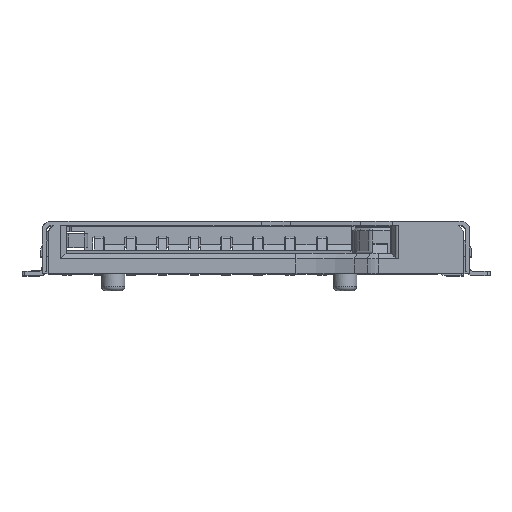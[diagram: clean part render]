
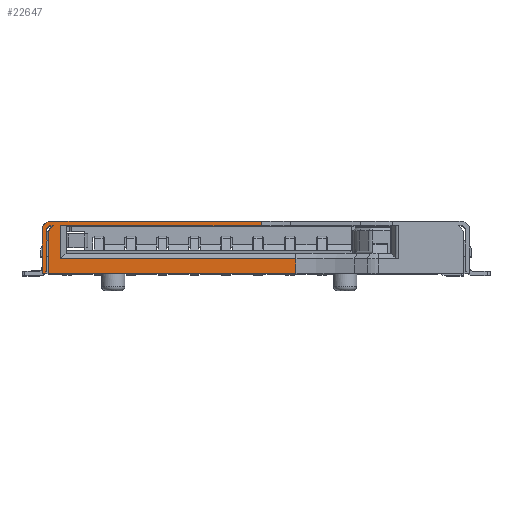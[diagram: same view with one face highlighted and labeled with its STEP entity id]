
A CAD part, top view. The second image highlights one B-rep face of the part: STEP entity #22647.
In plain terms, the highlighted planar face has unit normal (0, 0, 1).
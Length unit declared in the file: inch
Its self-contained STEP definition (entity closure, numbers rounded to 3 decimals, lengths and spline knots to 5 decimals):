
#66 = DIRECTION ( 'NONE',  ( 0., 0., 1. ) ) ;
#155 = VECTOR ( 'NONE', #16894, 39.37008 ) ;
#281 = VECTOR ( 'NONE', #6821, 39.37008 ) ;
#291 = CARTESIAN_POINT ( 'NONE',  ( 0.00276, 0., -0.02756 ) ) ;
#965 = DIRECTION ( 'NONE',  ( 0., -1., 0. ) ) ;
#1461 = CARTESIAN_POINT ( 'NONE',  ( 0.00276, 0., -0.02756 ) ) ;
#1649 = DIRECTION ( 'NONE',  ( 0., 0., 1. ) ) ;
#1971 = VECTOR ( 'NONE', #965, 39.37008 ) ;
#2273 = EDGE_CURVE ( 'NONE', #21985, #16054, #33302, .T. ) ;
#2292 = AXIS2_PLACEMENT_3D ( 'NONE', #3453, #66, #4387 ) ;
#2475 = CARTESIAN_POINT ( 'NONE',  ( 0.30022, 0.06496, -0.02756 ) ) ;
#3453 = CARTESIAN_POINT ( 'NONE',  ( 0.01457, 0.05906, -0.02756 ) ) ;
#4104 = LINE ( 'NONE', #8187, #1971 ) ;
#4387 = DIRECTION ( 'NONE',  ( 0., 1., 0. ) ) ;
#4482 = AXIS2_PLACEMENT_3D ( 'NONE', #9102, #1649, #16073 ) ;
#4624 = CARTESIAN_POINT ( 'NONE',  ( 0.34741, 0.01969, -0.02756 ) ) ;
#5154 = VECTOR ( 'NONE', #25840, 39.37008 ) ;
#5745 = VERTEX_POINT ( 'NONE', #28294 ) ;
#5902 = EDGE_CURVE ( 'NONE', #38428, #30380, #7819, .T. ) ;
#6821 = DIRECTION ( 'NONE',  ( 1., 0., 0. ) ) ;
#7819 = LINE ( 'NONE', #44569, #5154 ) ;
#8187 = CARTESIAN_POINT ( 'NONE',  ( 0.30022, 0.07087, -0.02756 ) ) ;
#9047 = CARTESIAN_POINT ( 'NONE',  ( 0.01457, 0.07087, -0.02756 ) ) ;
#9102 = CARTESIAN_POINT ( 'NONE',  ( 0.15149, 0.03543, -0.02756 ) ) ;
#9812 = VERTEX_POINT ( 'NONE', #41657 ) ;
#10704 = CARTESIAN_POINT ( 'NONE',  ( 0.34741, 0., -0.02756 ) ) ;
#11354 = ORIENTED_EDGE ( 'NONE', *, *, #42689, .F. ) ;
#11779 = CARTESIAN_POINT ( 'NONE',  ( 0.00866, 0.00394, -0.02756 ) ) ;
#11828 = ORIENTED_EDGE ( 'NONE', *, *, #33630, .F. ) ;
#12787 = DIRECTION ( 'NONE',  ( -1., 0., 0. ) ) ;
#13721 = ORIENTED_EDGE ( 'NONE', *, *, #18316, .F. ) ;
#14152 = CARTESIAN_POINT ( 'NONE',  ( 0.02717, 0.06496, -0.02756 ) ) ;
#14610 = VECTOR ( 'NONE', #21126, 39.37008 ) ;
#14655 = CARTESIAN_POINT ( 'NONE',  ( 0.00669, 0., -0.02756 ) ) ;
#14664 = ORIENTED_EDGE ( 'NONE', *, *, #35847, .F. ) ;
#14902 = EDGE_CURVE ( 'NONE', #33902, #45452, #29222, .T. ) ;
#15441 = LINE ( 'NONE', #4624, #37290 ) ;
#15558 = VECTOR ( 'NONE', #33884, 39.37008 ) ;
#16054 = VERTEX_POINT ( 'NONE', #10704 ) ;
#16073 = DIRECTION ( 'NONE',  ( 1., 0., 0. ) ) ;
#16112 = DIRECTION ( 'NONE',  ( 0., -1., 0. ) ) ;
#16491 = CARTESIAN_POINT ( 'NONE',  ( 0.34741, 0.01969, -0.02756 ) ) ;
#16815 = LINE ( 'NONE', #38936, #14610 ) ;
#16894 = DIRECTION ( 'NONE',  ( 0., -1., 0. ) ) ;
#18095 = VERTEX_POINT ( 'NONE', #42816 ) ;
#18256 = CARTESIAN_POINT ( 'NONE',  ( 0.00276, 0.05906, -0.02756 ) ) ;
#18316 = EDGE_CURVE ( 'NONE', #21478, #18095, #19207, .T. ) ;
#18677 = VECTOR ( 'NONE', #20724, 39.37008 ) ;
#18841 = VERTEX_POINT ( 'NONE', #31415 ) ;
#19169 = EDGE_CURVE ( 'NONE', #21985, #38428, #15441, .T. ) ;
#19207 = LINE ( 'NONE', #19680, #44902 ) ;
#19480 = DIRECTION ( 'NONE',  ( 0., 1., 0. ) ) ;
#19680 = CARTESIAN_POINT ( 'NONE',  ( 0.01063, 0.05709, -0.02756 ) ) ;
#20071 = VERTEX_POINT ( 'NONE', #31979 ) ;
#20490 = LINE ( 'NONE', #2475, #18677 ) ;
#20686 = CARTESIAN_POINT ( 'NONE',  ( 0.00866, 0.05906, -0.02756 ) ) ;
#20724 = DIRECTION ( 'NONE',  ( -1., 0., 0. ) ) ;
#21126 = DIRECTION ( 'NONE',  ( -1., 0., 0. ) ) ;
#21478 = VERTEX_POINT ( 'NONE', #26648 ) ;
#21705 = LINE ( 'NONE', #291, #281 ) ;
#21985 = VERTEX_POINT ( 'NONE', #16491 ) ;
#22647 = ADVANCED_FACE ( 'NONE', ( #38435 ), #41562, .T. ) ;
#23011 = CIRCLE ( 'NONE', #2292, 0.00591 ) ;
#23705 = DIRECTION ( 'NONE',  ( 1., 0., 0. ) ) ;
#24770 = ORIENTED_EDGE ( 'NONE', *, *, #47437, .F. ) ;
#24840 = CARTESIAN_POINT ( 'NONE',  ( 0.34741, 0., -0.02756 ) ) ;
#25840 = DIRECTION ( 'NONE',  ( 0., 1., 0. ) ) ;
#26108 = ORIENTED_EDGE ( 'NONE', *, *, #36452, .F. ) ;
#26514 = ORIENTED_EDGE ( 'NONE', *, *, #46735, .F. ) ;
#26648 = CARTESIAN_POINT ( 'NONE',  ( 0.01063, 0.05709, -0.02756 ) ) ;
#26696 = ORIENTED_EDGE ( 'NONE', *, *, #31349, .F. ) ;
#27405 = CARTESIAN_POINT ( 'NONE',  ( 0.00866, 0.00394, -0.02756 ) ) ;
#27683 = VECTOR ( 'NONE', #16112, 39.37008 ) ;
#28294 = CARTESIAN_POINT ( 'NONE',  ( 0.01457, 0.06496, -0.02756 ) ) ;
#28618 = VERTEX_POINT ( 'NONE', #20686 ) ;
#29222 = CIRCLE ( 'NONE', #30748, 0.01181 ) ;
#29750 = CARTESIAN_POINT ( 'NONE',  ( 0.01457, 0.07087, -0.02756 ) ) ;
#29946 = ORIENTED_EDGE ( 'NONE', *, *, #38735, .F. ) ;
#30380 = VERTEX_POINT ( 'NONE', #14152 ) ;
#30604 = LINE ( 'NONE', #31321, #155 ) ;
#30641 = EDGE_CURVE ( 'NONE', #5745, #28618, #23011, .T. ) ;
#30748 = AXIS2_PLACEMENT_3D ( 'NONE', #45567, #38381, #45807 ) ;
#31130 = EDGE_LOOP ( 'NONE', ( #29946, #14664, #39734, #11828, #34321, #26514, #11354, #46855, #26696, #13721, #40894, #26108, #42864, #32168, #32969, #24770 ) ) ;
#31321 = CARTESIAN_POINT ( 'NONE',  ( 0.01063, 0.05709, -0.02756 ) ) ;
#31349 = EDGE_CURVE ( 'NONE', #18095, #5745, #16815, .T. ) ;
#31415 = CARTESIAN_POINT ( 'NONE',  ( 0.01063, 0., -0.02756 ) ) ;
#31497 = LINE ( 'NONE', #45185, #27683 ) ;
#31979 = CARTESIAN_POINT ( 'NONE',  ( 0.00276, 0., -0.02756 ) ) ;
#32168 = ORIENTED_EDGE ( 'NONE', *, *, #19169, .T. ) ;
#32969 = ORIENTED_EDGE ( 'NONE', *, *, #5902, .T. ) ;
#33302 = LINE ( 'NONE', #36212, #37922 ) ;
#33384 = EDGE_CURVE ( 'NONE', #21478, #18841, #30604, .T. ) ;
#33630 = EDGE_CURVE ( 'NONE', #20071, #33902, #45911, .T. ) ;
#33884 = DIRECTION ( 'NONE',  ( -0.447, -0.894, 0. ) ) ;
#33902 = VERTEX_POINT ( 'NONE', #18256 ) ;
#33973 = VECTOR ( 'NONE', #19480, 39.37008 ) ;
#34115 = LINE ( 'NONE', #11779, #15558 ) ;
#34321 = ORIENTED_EDGE ( 'NONE', *, *, #36549, .T. ) ;
#35671 = LINE ( 'NONE', #24840, #37903 ) ;
#35847 = EDGE_CURVE ( 'NONE', #45452, #36220, #37434, .T. ) ;
#36212 = CARTESIAN_POINT ( 'NONE',  ( 0.34741, 0.01969, -0.02756 ) ) ;
#36220 = VERTEX_POINT ( 'NONE', #36669 ) ;
#36447 = DIRECTION ( 'NONE',  ( 0., -1., 0. ) ) ;
#36452 = EDGE_CURVE ( 'NONE', #16054, #18841, #35671, .T. ) ;
#36549 = EDGE_CURVE ( 'NONE', #20071, #44338, #21705, .T. ) ;
#36669 = CARTESIAN_POINT ( 'NONE',  ( 0.30022, 0.07087, -0.02756 ) ) ;
#37290 = VECTOR ( 'NONE', #12787, 39.37008 ) ;
#37434 = LINE ( 'NONE', #9047, #41024 ) ;
#37903 = VECTOR ( 'NONE', #45990, 39.37008 ) ;
#37922 = VECTOR ( 'NONE', #36447, 39.37008 ) ;
#38206 = DIRECTION ( 'NONE',  ( 0.707, 0.707, 0. ) ) ;
#38381 = DIRECTION ( 'NONE',  ( 0., 0., -1. ) ) ;
#38428 = VERTEX_POINT ( 'NONE', #41644 ) ;
#38435 = FACE_OUTER_BOUND ( 'NONE', #31130, .T. ) ;
#38735 = EDGE_CURVE ( 'NONE', #36220, #9812, #4104, .T. ) ;
#38936 = CARTESIAN_POINT ( 'NONE',  ( 0.0185, 0.06496, -0.02756 ) ) ;
#39734 = ORIENTED_EDGE ( 'NONE', *, *, #14902, .F. ) ;
#40894 = ORIENTED_EDGE ( 'NONE', *, *, #33384, .T. ) ;
#41024 = VECTOR ( 'NONE', #23705, 39.37008 ) ;
#41562 = PLANE ( 'NONE',  #4482 ) ;
#41644 = CARTESIAN_POINT ( 'NONE',  ( 0.02717, 0.01969, -0.02756 ) ) ;
#41657 = CARTESIAN_POINT ( 'NONE',  ( 0.30022, 0.06496, -0.02756 ) ) ;
#42689 = EDGE_CURVE ( 'NONE', #28618, #42719, #31497, .T. ) ;
#42719 = VERTEX_POINT ( 'NONE', #27405 ) ;
#42816 = CARTESIAN_POINT ( 'NONE',  ( 0.0185, 0.06496, -0.02756 ) ) ;
#42864 = ORIENTED_EDGE ( 'NONE', *, *, #2273, .F. ) ;
#44338 = VERTEX_POINT ( 'NONE', #14655 ) ;
#44569 = CARTESIAN_POINT ( 'NONE',  ( 0.02717, 0.01969, -0.02756 ) ) ;
#44902 = VECTOR ( 'NONE', #38206, 39.37008 ) ;
#45185 = CARTESIAN_POINT ( 'NONE',  ( 0.00866, 0.05906, -0.02756 ) ) ;
#45452 = VERTEX_POINT ( 'NONE', #29750 ) ;
#45567 = CARTESIAN_POINT ( 'NONE',  ( 0.01457, 0.05906, -0.02756 ) ) ;
#45807 = DIRECTION ( 'NONE',  ( -1., 0., 0. ) ) ;
#45911 = LINE ( 'NONE', #1461, #33973 ) ;
#45990 = DIRECTION ( 'NONE',  ( -1., 0., 0. ) ) ;
#46735 = EDGE_CURVE ( 'NONE', #42719, #44338, #34115, .T. ) ;
#46855 = ORIENTED_EDGE ( 'NONE', *, *, #30641, .F. ) ;
#47437 = EDGE_CURVE ( 'NONE', #9812, #30380, #20490, .T. ) ;
